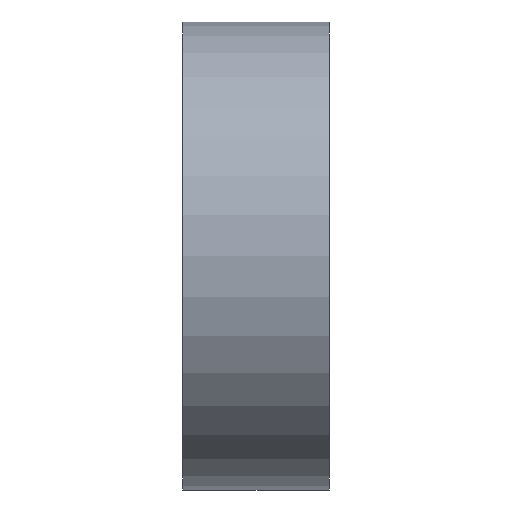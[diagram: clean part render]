
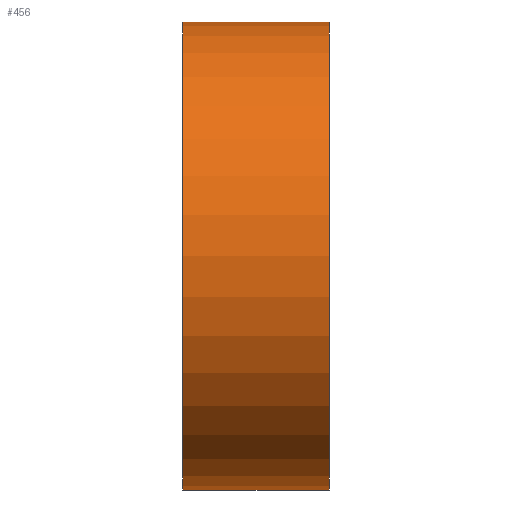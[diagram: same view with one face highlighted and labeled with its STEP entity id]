
A CAD part, front view. The second image highlights one B-rep face of the part: STEP entity #456.
In plain terms, the highlighted cylindrical face has radius 7.938 mm (diameter 15.875 mm), a partial arc.
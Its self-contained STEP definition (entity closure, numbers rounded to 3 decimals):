
#21 = CARTESIAN_POINT ( 'NONE',  ( -2.489, 0., -7.938 ) ) ;
#46 = AXIS2_PLACEMENT_3D ( 'NONE', #102, #126, #86 ) ;
#73 = VECTOR ( 'NONE', #231, 1000. ) ;
#86 = DIRECTION ( 'NONE',  ( 0., 0., -1. ) ) ;
#92 = ORIENTED_EDGE ( 'NONE', *, *, #244, .F. ) ;
#96 = DIRECTION ( 'NONE',  ( 1., 0., 0. ) ) ;
#102 = CARTESIAN_POINT ( 'NONE',  ( 0., 0., 0. ) ) ;
#126 = DIRECTION ( 'NONE',  ( 1., 0., 0. ) ) ;
#140 = VECTOR ( 'NONE', #528, 1000. ) ;
#159 = FACE_OUTER_BOUND ( 'NONE', #374, .T. ) ;
#162 = CYLINDRICAL_SURFACE ( 'NONE', #46, 7.938 ) ;
#200 = EDGE_CURVE ( 'NONE', #270, #280, #332, .T. ) ;
#203 = CARTESIAN_POINT ( 'NONE',  ( -2.489, 0., 0. ) ) ;
#217 = CARTESIAN_POINT ( 'NONE',  ( 0., 0., -7.938 ) ) ;
#231 = DIRECTION ( 'NONE',  ( 1., 0., 0. ) ) ;
#239 = AXIS2_PLACEMENT_3D ( 'NONE', #203, #96, #519 ) ;
#244 = EDGE_CURVE ( 'NONE', #270, #473, #354, .T. ) ;
#246 = CARTESIAN_POINT ( 'NONE',  ( 0., 0., 7.938 ) ) ;
#270 = VERTEX_POINT ( 'NONE', #537 ) ;
#278 = AXIS2_PLACEMENT_3D ( 'NONE', #506, #483, #511 ) ;
#280 = VERTEX_POINT ( 'NONE', #21 ) ;
#316 = EDGE_CURVE ( 'NONE', #473, #331, #521, .T. ) ;
#331 = VERTEX_POINT ( 'NONE', #475 ) ;
#332 = CIRCLE ( 'NONE', #239, 7.938 ) ;
#354 = LINE ( 'NONE', #246, #140 ) ;
#374 = EDGE_LOOP ( 'NONE', ( #92, #487, #542, #514 ) ) ;
#403 = EDGE_CURVE ( 'NONE', #280, #331, #410, .T. ) ;
#410 = LINE ( 'NONE', #217, #73 ) ;
#456 = ADVANCED_FACE ( 'NONE', ( #159 ), #162, .T. ) ;
#473 = VERTEX_POINT ( 'NONE', #515 ) ;
#475 = CARTESIAN_POINT ( 'NONE',  ( 2.489, 0., -7.938 ) ) ;
#483 = DIRECTION ( 'NONE',  ( 1., 0., 0. ) ) ;
#487 = ORIENTED_EDGE ( 'NONE', *, *, #200, .T. ) ;
#506 = CARTESIAN_POINT ( 'NONE',  ( 2.489, 0., 0. ) ) ;
#511 = DIRECTION ( 'NONE',  ( 0., 0., -1. ) ) ;
#514 = ORIENTED_EDGE ( 'NONE', *, *, #316, .F. ) ;
#515 = CARTESIAN_POINT ( 'NONE',  ( 2.489, 0., 7.938 ) ) ;
#519 = DIRECTION ( 'NONE',  ( 0., 0., -1. ) ) ;
#521 = CIRCLE ( 'NONE', #278, 7.938 ) ;
#528 = DIRECTION ( 'NONE',  ( 1., 0., 0. ) ) ;
#537 = CARTESIAN_POINT ( 'NONE',  ( -2.489, 0., 7.938 ) ) ;
#542 = ORIENTED_EDGE ( 'NONE', *, *, #403, .T. ) ;
